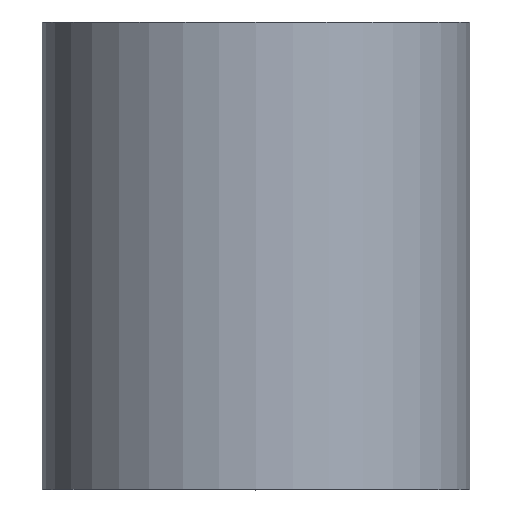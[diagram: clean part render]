
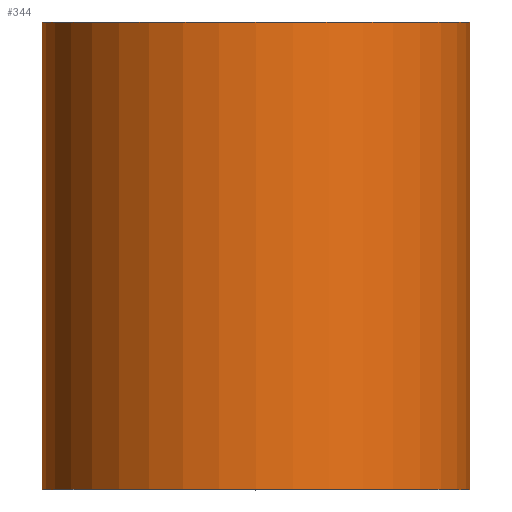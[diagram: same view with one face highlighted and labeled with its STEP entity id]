
A CAD part, top view. The second image highlights one B-rep face of the part: STEP entity #344.
In plain terms, the highlighted cylindrical face has radius 54.325 mm (diameter 108.651 mm), a full revolution.
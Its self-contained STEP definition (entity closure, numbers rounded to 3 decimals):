
#23=FACE_OUTER_BOUND('',#43,.T.);
#43=EDGE_LOOP('',(#214,#215,#216,#217));
#67=LINE('',#562,#83);
#83=VECTOR('',#442,54.325);
#100=CIRCLE('',#381,54.325);
#101=CIRCLE('',#382,54.325);
#132=VERTEX_POINT('',#559);
#133=VERTEX_POINT('',#561);
#165=EDGE_CURVE('',#132,#132,#100,.T.);
#166=EDGE_CURVE('',#132,#133,#67,.T.);
#167=EDGE_CURVE('',#133,#133,#101,.T.);
#214=ORIENTED_EDGE('',*,*,#165,.F.);
#215=ORIENTED_EDGE('',*,*,#166,.T.);
#216=ORIENTED_EDGE('',*,*,#167,.T.);
#217=ORIENTED_EDGE('',*,*,#166,.F.);
#307=CYLINDRICAL_SURFACE('',#380,54.325);
#344=ADVANCED_FACE('',(#23),#307,.T.);
#380=AXIS2_PLACEMENT_3D('',#558,#438,#439);
#381=AXIS2_PLACEMENT_3D('',#560,#440,#441);
#382=AXIS2_PLACEMENT_3D('',#563,#443,#444);
#438=DIRECTION('center_axis',(0.,-1.,0.));
#439=DIRECTION('ref_axis',(0.,0.,
-1.));
#440=DIRECTION('center_axis',(0.,-1.,0.));
#441=DIRECTION('ref_axis',(0.,0.,
-1.));
#442=DIRECTION('',(0.,1.,0.));
#443=DIRECTION('center_axis',(0.,-1.,0.));
#444=DIRECTION('ref_axis',(0.,0.,
-1.));
#558=CARTESIAN_POINT('Origin',(-26.157,89.4,12.771));
#559=CARTESIAN_POINT('',(-26.157,-29.4,67.096));
#560=CARTESIAN_POINT('Origin',(-26.157,-29.4,12.771));
#561=CARTESIAN_POINT('',(-26.157,89.4,67.096));
#562=CARTESIAN_POINT('',(-26.157,89.4,67.096));
#563=CARTESIAN_POINT('Origin',(-26.157,89.4,12.771));
